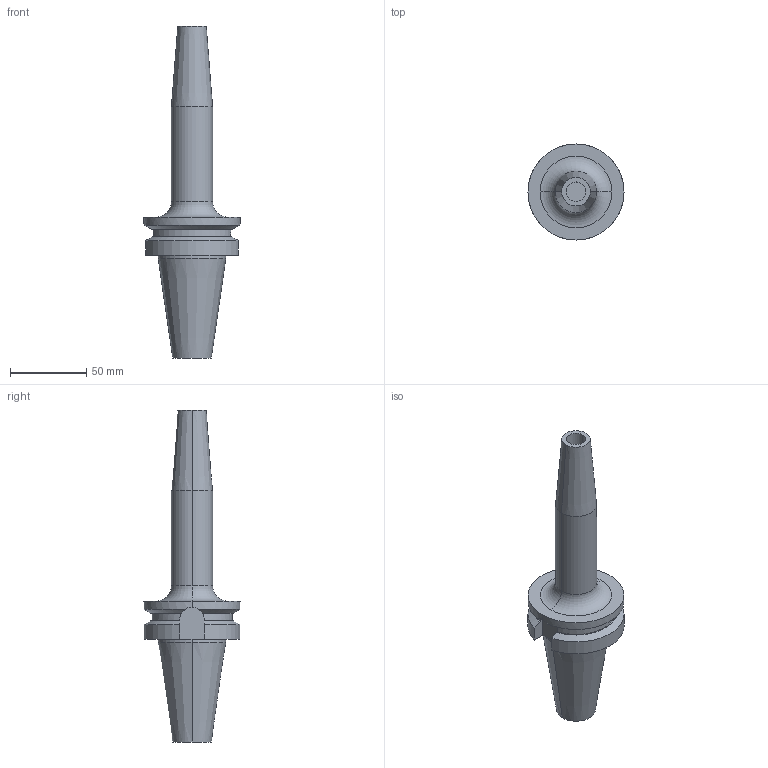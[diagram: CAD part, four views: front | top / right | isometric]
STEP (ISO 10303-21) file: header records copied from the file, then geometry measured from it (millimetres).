
FILE_DESCRIPTION (( 'STEP AP203' ), '1' );
FILE_NAME ('STP-SATE-19028-6.STEP', '2019-06-25T03:47:40', ( '' ), ( '' ), 'SwSTEP 2.0', 'SolidWorks 2017', '' );
FILE_SCHEMA (( 'CONFIG_CONTROL_DESIGN' ));
Length unit declared in the file: millimetre
Products named in the file (1): STP-SATE-19028-6
Bounding box: 63 x 63 x 217.8 mm (x, y, z)
Volume: 185061.4 mm3; surface area: 32290.9 mm2
Topology: 1 solids, 1 shells, 53 faces, 126 edges, 80 vertices
Faces by surface type: cylinder 23, plane 18, cone 10, torus 2
Entity records: 1666 total; most frequent: CARTESIAN_POINT 350, DIRECTION 271, ORIENTED_EDGE 248, EDGE_CURVE 124, AXIS2_PLACEMENT_3D 109, VERTEX_POINT 80, EDGE_LOOP 60, CIRCLE 55
